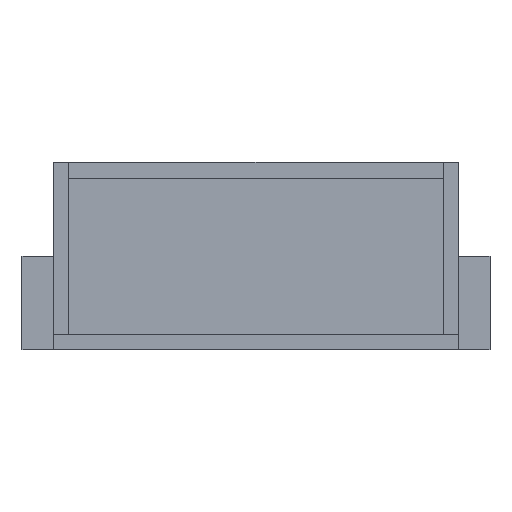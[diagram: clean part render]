
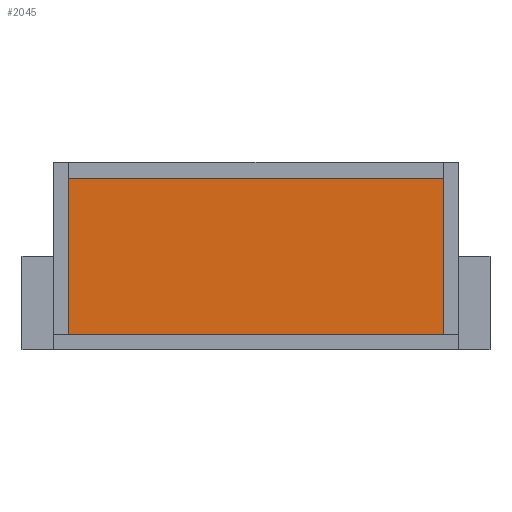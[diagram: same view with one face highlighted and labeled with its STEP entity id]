
A CAD part, left-side view. The second image highlights one B-rep face of the part: STEP entity #2045.
In plain terms, the highlighted face is planar.
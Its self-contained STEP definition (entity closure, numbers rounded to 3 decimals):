
#1239=VERTEX_POINT('',#2504);
#1240=VERTEX_POINT('',#2506);
#1242=VERTEX_POINT('',#2512);
#1244=VERTEX_POINT('',#2518);
#1331=VECTOR('',#2236,1.);
#1335=VECTOR('',#2241,1.);
#1337=VECTOR('',#2244,1.);
#1338=VECTOR('',#2245,1.);
#1451=LINE('',#2505,#1331);
#1455=LINE('',#2514,#1335);
#1457=LINE('',#2517,#1337);
#1458=LINE('',#2519,#1338);
#1573=EDGE_CURVE('',#1239,#1240,#1451,.T.);
#1577=EDGE_CURVE('',#1242,#1239,#1455,.T.);
#1579=EDGE_CURVE('',#1240,#1244,#1457,.T.);
#1580=EDGE_CURVE('',#1244,#1242,#1458,.T.);
#1740=ORIENTED_EDGE('',*,*,#1579,.F.);
#1741=ORIENTED_EDGE('',*,*,#1573,.F.);
#1742=ORIENTED_EDGE('',*,*,#1577,.F.);
#1743=ORIENTED_EDGE('',*,*,#1580,.F.);
#1924=EDGE_LOOP('',(#1740,#1741,#1742,#1743));
#1986=FACE_BOUND('',#1924,.T.);
#2045=ADVANCED_FACE('',(#1986),#2731,.T.);
#2106=AXIS2_PLACEMENT_3D('',#2516,#2243,$);
#2236=DIRECTION('',(0.,-1.,0.));
#2241=DIRECTION('',(-1.,0.,0.));
#2243=DIRECTION('',(0.,0.,-1.));
#2244=DIRECTION('',(1.,0.,0.));
#2245=DIRECTION('',(0.,1.,0.));
#2504=CARTESIAN_POINT('',(0.,0.,0.));
#2505=CARTESIAN_POINT('',(0.,0.,0.));
#2506=CARTESIAN_POINT('',(0.,-127.,0.));
#2512=CARTESIAN_POINT('',(304.8,0.,0.));
#2514=CARTESIAN_POINT('',(304.8,0.,0.));
#2516=CARTESIAN_POINT('',(0.,-127.,0.));
#2517=CARTESIAN_POINT('',(0.,-127.,0.));
#2518=CARTESIAN_POINT('',(304.8,-127.,0.));
#2519=CARTESIAN_POINT('',(304.8,-127.,0.));
#2731=PLANE('',#2106);
